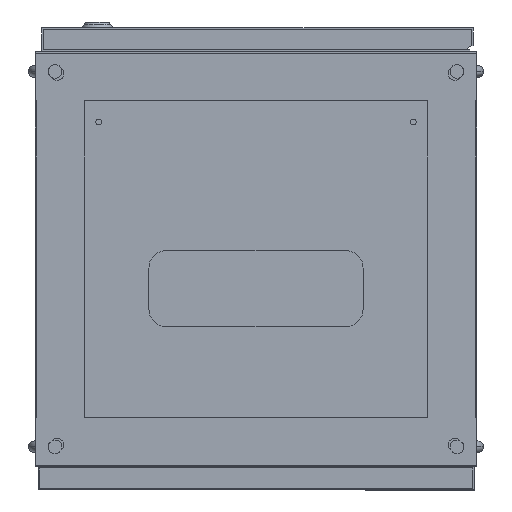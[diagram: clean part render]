
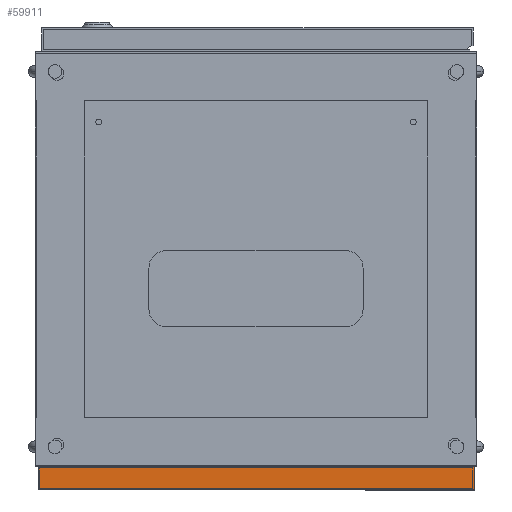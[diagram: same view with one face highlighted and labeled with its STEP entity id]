
A CAD part, front view. The second image highlights one B-rep face of the part: STEP entity #59911.
In plain terms, the highlighted planar face has unit normal (0, -1, 0).
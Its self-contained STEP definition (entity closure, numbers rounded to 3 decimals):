
#897 = CARTESIAN_POINT ( 'NONE',  ( -222.5, -897.5, -1.5 ) ) ;
#5468 = LINE ( 'NONE', #897, #50939 ) ;
#5952 = ORIENTED_EDGE ( 'NONE', *, *, #48850, .F. ) ;
#9454 = VERTEX_POINT ( 'NONE', #12001 ) ;
#12001 = CARTESIAN_POINT ( 'NONE',  ( 222.5, -897.5, 0. ) ) ;
#12554 = CARTESIAN_POINT ( 'NONE',  ( -222.5, -897.5, 0. ) ) ;
#12559 = VECTOR ( 'NONE', #15545, 1000. ) ;
#15545 = DIRECTION ( 'NONE',  ( 0., 0., 1. ) ) ;
#18677 = PLANE ( 'NONE',  #35377 ) ;
#22611 = ORIENTED_EDGE ( 'NONE', *, *, #43838, .F. ) ;
#25172 = DIRECTION ( 'NONE',  ( 0., -1., 0. ) ) ;
#25210 = CARTESIAN_POINT ( 'NONE',  ( -222.5, -897.5, 0. ) ) ;
#30434 = DIRECTION ( 'NONE',  ( 0., 0., 1. ) ) ;
#30595 = CARTESIAN_POINT ( 'NONE',  ( 222.5, -897.5, -24. ) ) ;
#35377 = AXIS2_PLACEMENT_3D ( 'NONE', #60628, #25172, #66535 ) ;
#36104 = ORIENTED_EDGE ( 'NONE', *, *, #46901, .T. ) ;
#37580 = ORIENTED_EDGE ( 'NONE', *, *, #47840, .F. ) ;
#37737 = FACE_OUTER_BOUND ( 'NONE', #38316, .T. ) ;
#38316 = EDGE_LOOP ( 'NONE', ( #37580, #22611, #5952, #36104 ) ) ;
#39149 = CARTESIAN_POINT ( 'NONE',  ( 222.5, -897.5, -1.5 ) ) ;
#43838 = EDGE_CURVE ( 'NONE', #75621, #66661, #5468, .T. ) ;
#44730 = VECTOR ( 'NONE', #63589, 1000. ) ;
#45985 = LINE ( 'NONE', #39149, #12559 ) ;
#46901 = EDGE_CURVE ( 'NONE', #58366, #9454, #45985, .T. ) ;
#47840 = EDGE_CURVE ( 'NONE', #66661, #9454, #54140, .T. ) ;
#48112 = CARTESIAN_POINT ( 'NONE',  ( -222.5, -897.5, -24. ) ) ;
#48139 = DIRECTION ( 'NONE',  ( 1., 0., 0. ) ) ;
#48850 = EDGE_CURVE ( 'NONE', #58366, #75621, #76031, .T. ) ;
#50939 = VECTOR ( 'NONE', #30434, 1000. ) ;
#54140 = LINE ( 'NONE', #12554, #55986 ) ;
#55986 = VECTOR ( 'NONE', #48139, 1000. ) ;
#57672 = CARTESIAN_POINT ( 'NONE',  ( 222.5, -897.5, -24. ) ) ;
#58366 = VERTEX_POINT ( 'NONE', #30595 ) ;
#59911 = ADVANCED_FACE ( 'NONE', ( #37737 ), #18677, .T. ) ;
#60628 = CARTESIAN_POINT ( 'NONE',  ( -222.5, -897.5, -1.5 ) ) ;
#63589 = DIRECTION ( 'NONE',  ( -1., 0., 0. ) ) ;
#66535 = DIRECTION ( 'NONE',  ( 0., 0., -1. ) ) ;
#66661 = VERTEX_POINT ( 'NONE', #25210 ) ;
#75621 = VERTEX_POINT ( 'NONE', #48112 ) ;
#76031 = LINE ( 'NONE', #57672, #44730 ) ;
